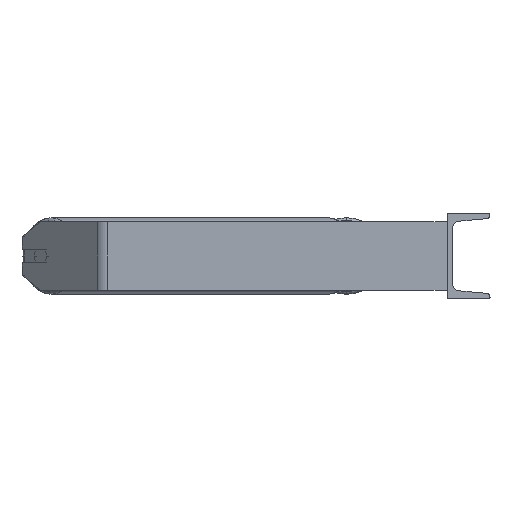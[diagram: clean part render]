
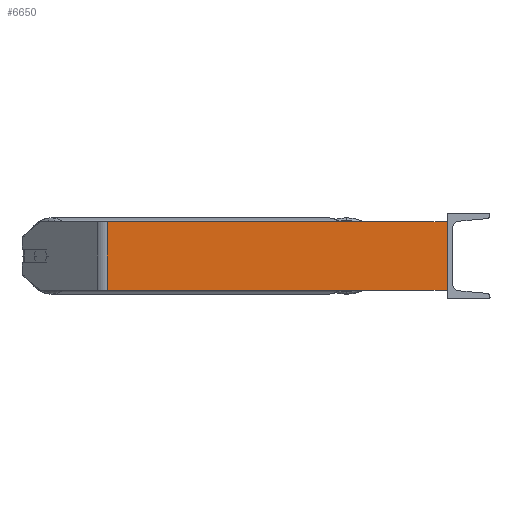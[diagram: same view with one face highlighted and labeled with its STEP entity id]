
A CAD part, left-side view. The second image highlights one B-rep face of the part: STEP entity #6650.
In plain terms, the highlighted planar face has unit normal (-1, 0, 0).
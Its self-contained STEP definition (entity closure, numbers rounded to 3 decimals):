
#144 = LINE ( 'NONE', #4763, #2889 ) ;
#470 = VECTOR ( 'NONE', #7744, 1000. ) ;
#1196 = FACE_OUTER_BOUND ( 'NONE', #5859, .T. ) ;
#1298 = CARTESIAN_POINT ( 'NONE',  ( -685., 0., 40. ) ) ;
#1486 = CARTESIAN_POINT ( 'NONE',  ( -685., 401.778, -40. ) ) ;
#1605 = DIRECTION ( 'NONE',  ( 0., 0., -1. ) ) ;
#1846 = VERTEX_POINT ( 'NONE', #3188 ) ;
#1872 = EDGE_CURVE ( 'NONE', #6308, #3753, #4463, .T. ) ;
#2029 = EDGE_CURVE ( 'NONE', #3753, #1846, #5719, .T. ) ;
#2356 = VECTOR ( 'NONE', #8079, 1000. ) ;
#2727 = ORIENTED_EDGE ( 'NONE', *, *, #4572, .F. ) ;
#2889 = VECTOR ( 'NONE', #5521, 1000. ) ;
#3188 = CARTESIAN_POINT ( 'NONE',  ( -685., 0., -40. ) ) ;
#3305 = CARTESIAN_POINT ( 'NONE',  ( -685., 401.778, 40. ) ) ;
#3384 = CARTESIAN_POINT ( 'NONE',  ( -685., 395.151, 40. ) ) ;
#3753 = VERTEX_POINT ( 'NONE', #5707 ) ;
#4172 = AXIS2_PLACEMENT_3D ( 'NONE', #3305, #8714, #6058 ) ;
#4463 = LINE ( 'NONE', #7930, #2356 ) ;
#4572 = EDGE_CURVE ( 'NONE', #6545, #1846, #6942, .T. ) ;
#4763 = CARTESIAN_POINT ( 'NONE',  ( -685., 401.778, 40. ) ) ;
#5521 = DIRECTION ( 'NONE',  ( 0., -1., 0. ) ) ;
#5707 = CARTESIAN_POINT ( 'NONE',  ( -685., 395.151, -40. ) ) ;
#5719 = LINE ( 'NONE', #1486, #470 ) ;
#5859 = EDGE_LOOP ( 'NONE', ( #8305, #2727, #6502, #6862 ) ) ;
#5907 = PLANE ( 'NONE',  #4172 ) ;
#6058 = DIRECTION ( 'NONE',  ( 0., 1., 0. ) ) ;
#6275 = EDGE_CURVE ( 'NONE', #6308, #6545, #144, .T. ) ;
#6308 = VERTEX_POINT ( 'NONE', #3384 ) ;
#6502 = ORIENTED_EDGE ( 'NONE', *, *, #6275, .F. ) ;
#6545 = VERTEX_POINT ( 'NONE', #8524 ) ;
#6650 = ADVANCED_FACE ( 'NONE', ( #1196 ), #5907, .F. ) ;
#6862 = ORIENTED_EDGE ( 'NONE', *, *, #1872, .T. ) ;
#6942 = LINE ( 'NONE', #1298, #8462 ) ;
#7744 = DIRECTION ( 'NONE',  ( 0., -1., 0. ) ) ;
#7930 = CARTESIAN_POINT ( 'NONE',  ( -685., 395.151, 40. ) ) ;
#8079 = DIRECTION ( 'NONE',  ( 0., 0., -1. ) ) ;
#8305 = ORIENTED_EDGE ( 'NONE', *, *, #2029, .T. ) ;
#8462 = VECTOR ( 'NONE', #1605, 1000. ) ;
#8524 = CARTESIAN_POINT ( 'NONE',  ( -685., 0., 40. ) ) ;
#8714 = DIRECTION ( 'NONE',  ( 1., 0., 0. ) ) ;
